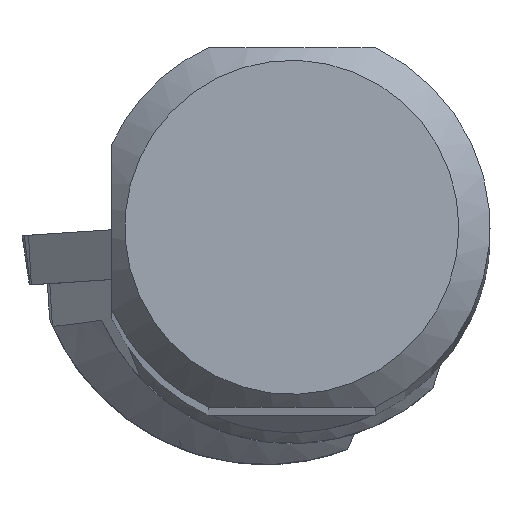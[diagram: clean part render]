
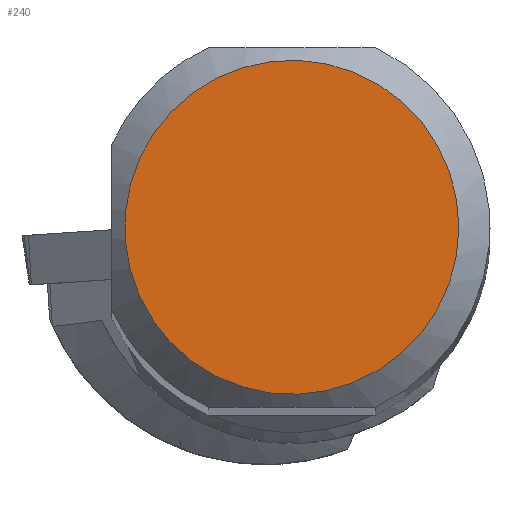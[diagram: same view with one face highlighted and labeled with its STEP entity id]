
A CAD part, top view. The second image highlights one B-rep face of the part: STEP entity #240.
In plain terms, the highlighted planar face has unit normal (0, 0, 1).
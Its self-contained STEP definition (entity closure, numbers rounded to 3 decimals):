
#179=FACE_OUTER_BOUND('',#504,.T.);
#240=ADVANCED_FACE('CU_SU_BP3',(#179),#285,.T.);
#285=PLANE('',#1358);
#504=EDGE_LOOP('',(#714));
#714=ORIENTED_EDGE('',*,*,#1094,.T.);
#959=VERTEX_POINT('',#2197);
#1094=EDGE_CURVE('',#959,#959,#1171,.T.);
#1171=CIRCLE('',#1357,10.691);
#1357=AXIS2_PLACEMENT_3D('',#2196,#1640,#1641);
#1358=AXIS2_PLACEMENT_3D('',#2198,#1642,#1643);
#1640=DIRECTION('',(0.,0.,1.));
#1641=DIRECTION('',(1.,0.,0.));
#1642=DIRECTION('',(0.,0.,1.));
#1643=DIRECTION('',(1.,0.,0.));
#2196=CARTESIAN_POINT('',(0.,0.,0.));
#2197=CARTESIAN_POINT('',(10.691,0.,0.));
#2198=CARTESIAN_POINT('',(0.,0.,0.));
